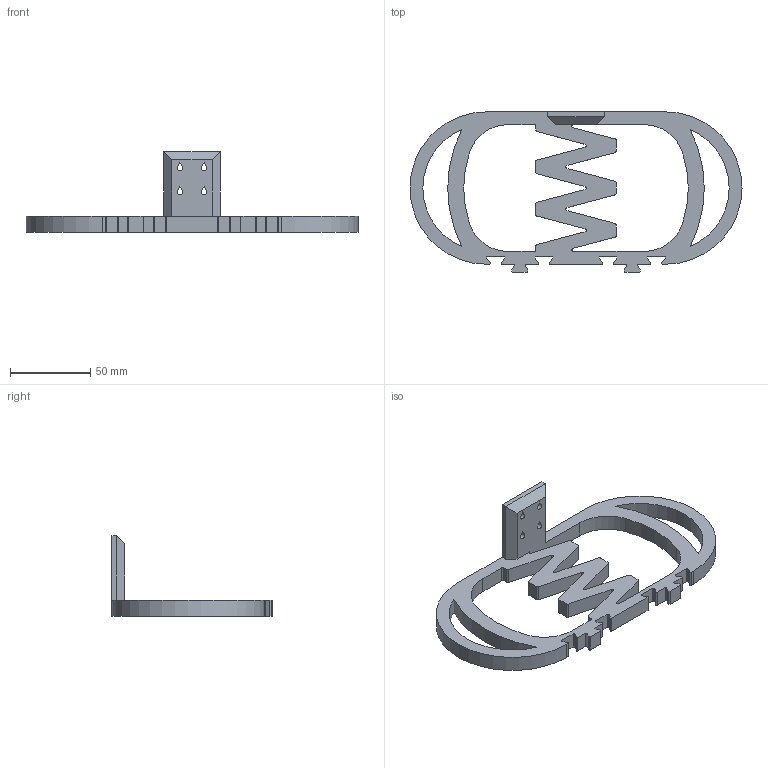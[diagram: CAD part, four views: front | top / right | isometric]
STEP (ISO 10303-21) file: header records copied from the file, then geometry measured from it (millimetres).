
FILE_DESCRIPTION(/* description */ ('Unknown'),/* implementation_level */ '2;1');
FILE_NAME(/* name */ 'Bumper_front_2_1',/* time_stamp */ '2024-03-07T23:43:02+01:00',/* author */ ('Unknown'),/* organization */ ('Unknown'),/* preprocessor_version */ 'ST-DEVELOPER v18.104',/* originating_system */ 'Solid Edge',/* authorisation */ 'Unknown');
FILE_SCHEMA (('AUTOMOTIVE_DESIGN {1 0 10303 214 3 1 1}'));
Length unit declared in the file: millimetre
Products named in the file (1): Bumper_front_2_1
Bounding box: 207 x 100 x 50 mm (x, y, z)
Volume: 87258 mm3; surface area: 36212 mm2
Topology: 1 solids, 1 shells, 138 faces, 409 edges, 272 vertices
Faces by surface type: plane 89, cylinder 49
Entity records: 4677 total; most frequent: CARTESIAN_POINT 820, ORIENTED_EDGE 818, DIRECTION 785, EDGE_CURVE 409, LINE 311, VECTOR 311, VERTEX_POINT 272, AXIS2_PLACEMENT_3D 237
